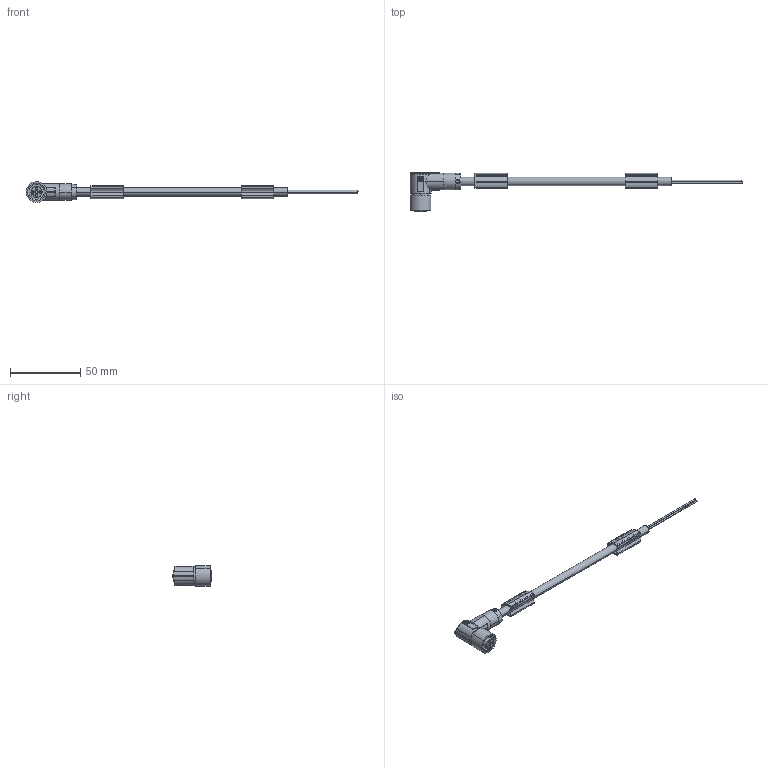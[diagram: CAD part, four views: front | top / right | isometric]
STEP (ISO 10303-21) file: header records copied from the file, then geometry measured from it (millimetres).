
FILE_DESCRIPTION(('SolidDesigner STEP Export'),'2;1');
FILE_NAME('1694428.stp','2011-11-30T12:05:10',(''),(''),'CoCreate Modeling STEP processor for AP214 (Solid Model)','CoCreate Modeling 16.00A 16-Aug-2008 (C) Parametric Technology GmbH','');
FILE_SCHEMA(('AUTOMOTIVE_DESIGN { 1 0 10303 214 1 1 1 1 }'));
Length unit declared in the file: millimetre
Products named in the file (2): 1694428
Assembly tree (1 placements, depth 2):
  1694428
    1694428
Bounding box: 236.25 x 28 x 14.77 mm (x, y, z)
Volume: 11557 mm3; surface area: 9319 mm2
Topology: 1 solids, 1 shells, 307 faces, 838 edges, 554 vertices
Faces by surface type: cylinder 175, plane 107, cone 14, bspline 11
Entity records: 14588 total; most frequent: CARTESIAN_POINT 4796, ORIENTED_EDGE 1676, DIRECTION 1365, EDGE_CURVE 838, VERTEX_POINT 554, AXIS2_PLACEMENT_3D 487, VECTOR 391, LINE 391
